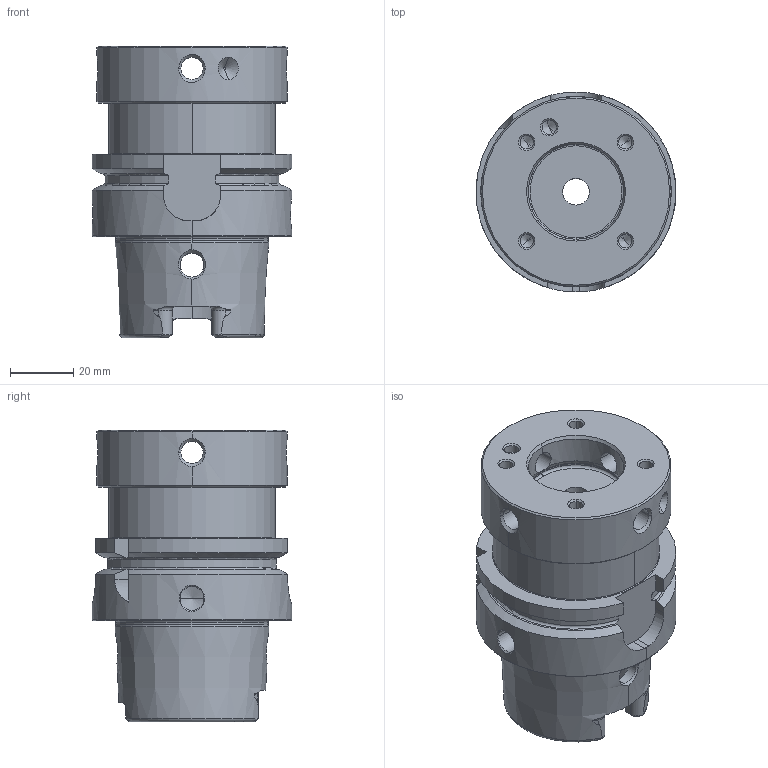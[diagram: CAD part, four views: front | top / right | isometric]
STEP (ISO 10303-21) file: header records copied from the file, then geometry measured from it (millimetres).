
FILE_DESCRIPTION((''),'2;1');
FILE_NAME('606403480-000-02-E43','2023-01-11T11:07:21',('rufa'),(''),'CREO PARAMETRIC BY PTC INC, 2021184','CREO PARAMETRIC BY PTC INC, 2021184','');
FILE_SCHEMA(('AP242_MANAGED_MODEL_BASED_3D_ENGINEERING_MIM_LF { 1 0 10303 442 1 1 4 }'));
Length unit declared in the file: millimetre
Products named in the file (1): 606403480-000-02-E43
Bounding box: 63 x 63 x 91.9 mm (x, y, z)
Volume: 153066.8 mm3; surface area: 33336.4 mm2
Topology: 1 solids, 1 shells, 225 faces, 578 edges, 348 vertices
Faces by surface type: cone 78, cylinder 71, plane 50, torus 26
Entity records: 11164 total; most frequent: CARTESIAN_POINT 4014, ORIENTED_EDGE 1132, DIRECTION 1120, PRESENTATION_STYLE_ASSIGNMENT 570, STYLED_ITEM 570, CURVE_STYLE 569, EDGE_CURVE 566, AXIS2_PLACEMENT_3D 453
